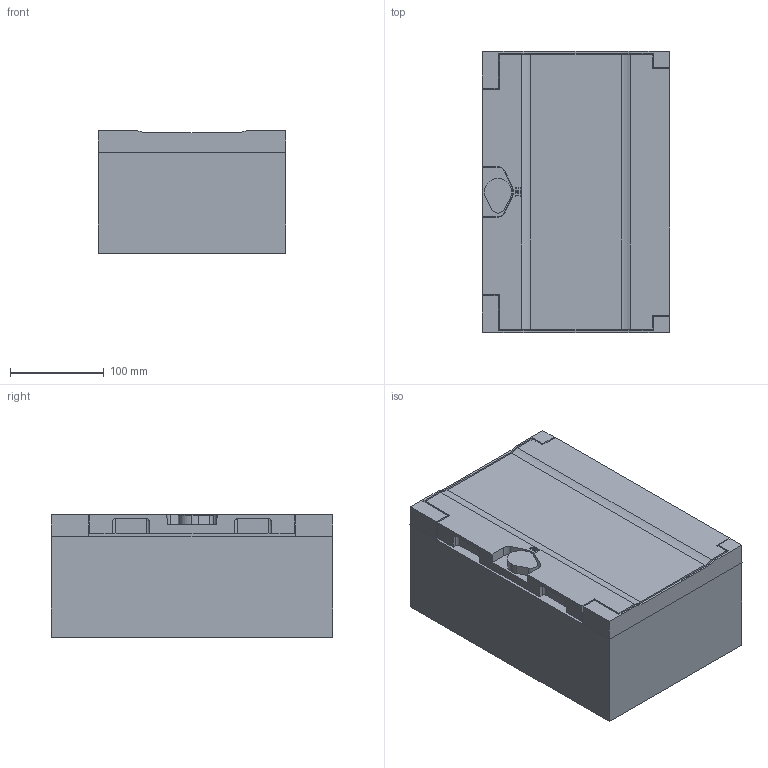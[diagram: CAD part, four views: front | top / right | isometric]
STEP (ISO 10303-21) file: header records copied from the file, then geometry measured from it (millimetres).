
FILE_DESCRIPTION (( 'STEP AP203' ), '1' );
FILE_NAME ('TR5-12-N-030-20-13-65 TETRA 5 Êîðïóñ ïëàñòèê. ÙÌÏï 300õ200õ130ìì IP65 IEK.STEP', '2022-12-27T09:09:32', ( '' ), ( '' ), 'SwSTEP 2.0', 'SolidWorks 2022', '' );
FILE_SCHEMA (( 'CONFIG_CONTROL_DESIGN' ));
Length unit declared in the file: millimetre
Products named in the file (1): TR5-12-N-030-20-13-65 TETRA 5 Корпус пластик. ЩМПп 300х200х130мм IP65 IEK
Bounding box: 200 x 300 x 131.1 mm (x, y, z)
Volume: 3236185.7 mm3; surface area: 591915.7 mm2
Topology: 3 solids, 5 shells, 1133 faces, 2925 edges, 1922 vertices
Faces by surface type: plane 820, cone 115, cylinder 103, bspline 95
Entity records: 37858 total; most frequent: CARTESIAN_POINT 10710, ORIENTED_EDGE 5850, DIRECTION 5057, EDGE_CURVE 2925, VECTOR 2303, LINE 2303, VERTEX_POINT 1922, AXIS2_PLACEMENT_3D 1377
